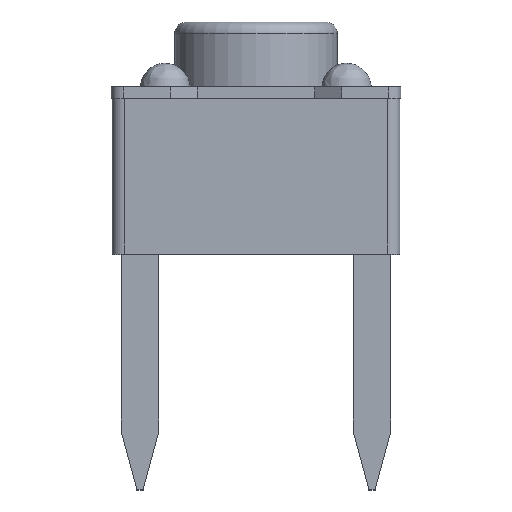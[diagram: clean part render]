
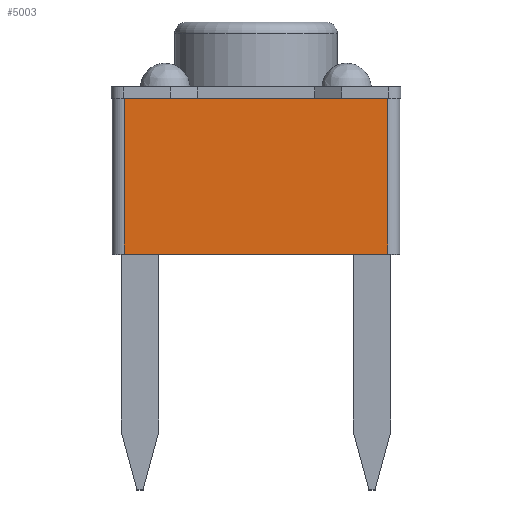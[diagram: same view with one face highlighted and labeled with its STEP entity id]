
A CAD part, top view. The second image highlights one B-rep face of the part: STEP entity #5003.
In plain terms, the highlighted planar face has unit normal (0, 0, 1).
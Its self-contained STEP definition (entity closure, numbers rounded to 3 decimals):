
#257 = PLANE('',#258);
#258 = AXIS2_PLACEMENT_3D('',#259,#260,#261);
#259 = CARTESIAN_POINT('',(0.,0.,0.));
#260 = DIRECTION('',(0.,-1.,0.));
#261 = DIRECTION('',(0.,0.,-1.));
#2388 = EDGE_CURVE('',#2389,#2391,#2393,.T.);
#2389 = VERTEX_POINT('',#2390);
#2390 = CARTESIAN_POINT('',(1.829,3.353,3.099));
#2391 = VERTEX_POINT('',#2392);
#2392 = CARTESIAN_POINT('',(2.845,3.353,3.099));
#2393 = SURFACE_CURVE('',#2394,(#2398,#2410),.PCURVE_S1.);
#2394 = LINE('',#2395,#2396);
#2395 = CARTESIAN_POINT('',(1.829,3.353,3.099));
#2396 = VECTOR('',#2397,1.);
#2397 = DIRECTION('',(1.,0.,0.));
#2398 = PCURVE('',#2399,#2404);
#2399 = PLANE('',#2400);
#2400 = AXIS2_PLACEMENT_3D('',#2401,#2402,#2403);
#2401 = CARTESIAN_POINT('',(0.,3.353,0.));
#2402 = DIRECTION('',(0.,1.,0.));
#2403 = DIRECTION('',(0.,-0.,1.));
#2404 = DEFINITIONAL_REPRESENTATION('',(#2405),#2409);
#2405 = LINE('',#2406,#2407);
#2406 = CARTESIAN_POINT('',(3.099,1.829));
#2407 = VECTOR('',#2408,1.);
#2408 = DIRECTION('',(0.,1.));
#2409 = ( GEOMETRIC_REPRESENTATION_CONTEXT(2) 
PARAMETRIC_REPRESENTATION_CONTEXT() REPRESENTATION_CONTEXT('2D SPACE',''
  ) );
#2410 = PCURVE('',#2411,#2416);
#2411 = PLANE('',#2412);
#2412 = AXIS2_PLACEMENT_3D('',#2413,#2414,#2415);
#2413 = CARTESIAN_POINT('',(-2.845,0.,3.099));
#2414 = DIRECTION('',(0.,0.,1.));
#2415 = DIRECTION('',(1.,0.,-0.));
#2416 = DEFINITIONAL_REPRESENTATION('',(#2417),#2421);
#2417 = LINE('',#2418,#2419);
#2418 = CARTESIAN_POINT('',(4.674,3.353));
#2419 = VECTOR('',#2420,1.);
#2420 = DIRECTION('',(1.,0.));
#2421 = ( GEOMETRIC_REPRESENTATION_CONTEXT(2) 
PARAMETRIC_REPRESENTATION_CONTEXT() REPRESENTATION_CONTEXT('2D SPACE',''
  ) );
#2440 = CYLINDRICAL_SURFACE('',#2441,0.254);
#2441 = AXIS2_PLACEMENT_3D('',#2442,#2443,#2444);
#2442 = CARTESIAN_POINT('',(2.845,0.,2.845));
#2443 = DIRECTION('',(0.,1.,0.));
#2444 = DIRECTION('',(0.,-0.,1.));
#2637 = PLANE('',#2638);
#2638 = AXIS2_PLACEMENT_3D('',#2639,#2640,#2641);
#2639 = CARTESIAN_POINT('',(0.,3.353,0.));
#2640 = DIRECTION('',(0.,1.,0.));
#2641 = DIRECTION('',(0.,-0.,1.));
#2662 = VERTEX_POINT('',#2663);
#2663 = CARTESIAN_POINT('',(-2.845,3.353,3.099));
#2678 = CYLINDRICAL_SURFACE('',#2679,0.254);
#2679 = AXIS2_PLACEMENT_3D('',#2680,#2681,#2682);
#2680 = CARTESIAN_POINT('',(-2.845,0.,2.845));
#2681 = DIRECTION('',(0.,1.,0.));
#2682 = DIRECTION('',(-1.,0.,0.));
#2690 = EDGE_CURVE('',#2662,#2691,#2693,.T.);
#2691 = VERTEX_POINT('',#2692);
#2692 = CARTESIAN_POINT('',(-1.829,3.353,3.099));
#2693 = SURFACE_CURVE('',#2694,(#2698,#2705),.PCURVE_S1.);
#2694 = LINE('',#2695,#2696);
#2695 = CARTESIAN_POINT('',(-2.845,3.353,3.099));
#2696 = VECTOR('',#2697,1.);
#2697 = DIRECTION('',(1.,0.,0.));
#2698 = PCURVE('',#2637,#2699);
#2699 = DEFINITIONAL_REPRESENTATION('',(#2700),#2704);
#2700 = LINE('',#2701,#2702);
#2701 = CARTESIAN_POINT('',(3.099,-2.845));
#2702 = VECTOR('',#2703,1.);
#2703 = DIRECTION('',(0.,1.));
#2704 = ( GEOMETRIC_REPRESENTATION_CONTEXT(2) 
PARAMETRIC_REPRESENTATION_CONTEXT() REPRESENTATION_CONTEXT('2D SPACE',''
  ) );
#2705 = PCURVE('',#2411,#2706);
#2706 = DEFINITIONAL_REPRESENTATION('',(#2707),#2711);
#2707 = LINE('',#2708,#2709);
#2708 = CARTESIAN_POINT('',(0.,3.353));
#2709 = VECTOR('',#2710,1.);
#2710 = DIRECTION('',(1.,0.));
#2711 = ( GEOMETRIC_REPRESENTATION_CONTEXT(2) 
PARAMETRIC_REPRESENTATION_CONTEXT() REPRESENTATION_CONTEXT('2D SPACE',''
  ) );
#4300 = PLANE('',#4301);
#4301 = AXIS2_PLACEMENT_3D('',#4302,#4303,#4304);
#4302 = CARTESIAN_POINT('',(0.,3.353,0.));
#4303 = DIRECTION('',(0.,-1.,0.));
#4304 = DIRECTION('',(0.,0.,-1.));
#4905 = EDGE_CURVE('',#2691,#2389,#4906,.T.);
#4906 = SURFACE_CURVE('',#4907,(#4911,#4918),.PCURVE_S1.);
#4907 = LINE('',#4908,#4909);
#4908 = CARTESIAN_POINT('',(-1.829,3.353,3.099));
#4909 = VECTOR('',#4910,1.);
#4910 = DIRECTION('',(1.,0.,0.));
#4911 = PCURVE('',#4300,#4912);
#4912 = DEFINITIONAL_REPRESENTATION('',(#4913),#4917);
#4913 = LINE('',#4914,#4915);
#4914 = CARTESIAN_POINT('',(-3.099,-1.829));
#4915 = VECTOR('',#4916,1.);
#4916 = DIRECTION('',(0.,1.));
#4917 = ( GEOMETRIC_REPRESENTATION_CONTEXT(2) 
PARAMETRIC_REPRESENTATION_CONTEXT() REPRESENTATION_CONTEXT('2D SPACE',''
  ) );
#4918 = PCURVE('',#2411,#4919);
#4919 = DEFINITIONAL_REPRESENTATION('',(#4920),#4924);
#4920 = LINE('',#4921,#4922);
#4921 = CARTESIAN_POINT('',(1.016,3.353));
#4922 = VECTOR('',#4923,1.);
#4923 = DIRECTION('',(1.,0.));
#4924 = ( GEOMETRIC_REPRESENTATION_CONTEXT(2) 
PARAMETRIC_REPRESENTATION_CONTEXT() REPRESENTATION_CONTEXT('2D SPACE',''
  ) );
#4932 = VERTEX_POINT('',#4933);
#4933 = CARTESIAN_POINT('',(2.845,0.,3.099));
#4983 = EDGE_CURVE('',#4932,#2391,#4984,.T.);
#4984 = SURFACE_CURVE('',#4985,(#4989,#4996),.PCURVE_S1.);
#4985 = LINE('',#4986,#4987);
#4986 = CARTESIAN_POINT('',(2.845,0.,3.099));
#4987 = VECTOR('',#4988,1.);
#4988 = DIRECTION('',(0.,1.,0.));
#4989 = PCURVE('',#2440,#4990);
#4990 = DEFINITIONAL_REPRESENTATION('',(#4991),#4995);
#4991 = LINE('',#4992,#4993);
#4992 = CARTESIAN_POINT('',(0.,0.));
#4993 = VECTOR('',#4994,1.);
#4994 = DIRECTION('',(0.,1.));
#4995 = ( GEOMETRIC_REPRESENTATION_CONTEXT(2) 
PARAMETRIC_REPRESENTATION_CONTEXT() REPRESENTATION_CONTEXT('2D SPACE',''
  ) );
#4996 = PCURVE('',#2411,#4997);
#4997 = DEFINITIONAL_REPRESENTATION('',(#4998),#5002);
#4998 = LINE('',#4999,#5000);
#4999 = CARTESIAN_POINT('',(5.69,0.));
#5000 = VECTOR('',#5001,1.);
#5001 = DIRECTION('',(0.,1.));
#5002 = ( GEOMETRIC_REPRESENTATION_CONTEXT(2) 
PARAMETRIC_REPRESENTATION_CONTEXT() REPRESENTATION_CONTEXT('2D SPACE',''
  ) );
#5003 = ADVANCED_FACE('',(#5004),#2411,.T.);
#5004 = FACE_BOUND('',#5005,.T.);
#5005 = EDGE_LOOP('',(#5006,#5029,#5030,#5031,#5032,#5033));
#5006 = ORIENTED_EDGE('',*,*,#5007,.T.);
#5007 = EDGE_CURVE('',#5008,#4932,#5010,.T.);
#5008 = VERTEX_POINT('',#5009);
#5009 = CARTESIAN_POINT('',(-2.845,0.,3.099));
#5010 = SURFACE_CURVE('',#5011,(#5015,#5022),.PCURVE_S1.);
#5011 = LINE('',#5012,#5013);
#5012 = CARTESIAN_POINT('',(-2.845,0.,3.099));
#5013 = VECTOR('',#5014,1.);
#5014 = DIRECTION('',(1.,0.,0.));
#5015 = PCURVE('',#2411,#5016);
#5016 = DEFINITIONAL_REPRESENTATION('',(#5017),#5021);
#5017 = LINE('',#5018,#5019);
#5018 = CARTESIAN_POINT('',(0.,0.));
#5019 = VECTOR('',#5020,1.);
#5020 = DIRECTION('',(1.,0.));
#5021 = ( GEOMETRIC_REPRESENTATION_CONTEXT(2) 
PARAMETRIC_REPRESENTATION_CONTEXT() REPRESENTATION_CONTEXT('2D SPACE',''
  ) );
#5022 = PCURVE('',#257,#5023);
#5023 = DEFINITIONAL_REPRESENTATION('',(#5024),#5028);
#5024 = LINE('',#5025,#5026);
#5025 = CARTESIAN_POINT('',(-3.099,-2.845));
#5026 = VECTOR('',#5027,1.);
#5027 = DIRECTION('',(0.,1.));
#5028 = ( GEOMETRIC_REPRESENTATION_CONTEXT(2) 
PARAMETRIC_REPRESENTATION_CONTEXT() REPRESENTATION_CONTEXT('2D SPACE',''
  ) );
#5029 = ORIENTED_EDGE('',*,*,#4983,.T.);
#5030 = ORIENTED_EDGE('',*,*,#2388,.F.);
#5031 = ORIENTED_EDGE('',*,*,#4905,.F.);
#5032 = ORIENTED_EDGE('',*,*,#2690,.F.);
#5033 = ORIENTED_EDGE('',*,*,#5034,.F.);
#5034 = EDGE_CURVE('',#5008,#2662,#5035,.T.);
#5035 = SURFACE_CURVE('',#5036,(#5040,#5047),.PCURVE_S1.);
#5036 = LINE('',#5037,#5038);
#5037 = CARTESIAN_POINT('',(-2.845,0.,3.099));
#5038 = VECTOR('',#5039,1.);
#5039 = DIRECTION('',(0.,1.,0.));
#5040 = PCURVE('',#2411,#5041);
#5041 = DEFINITIONAL_REPRESENTATION('',(#5042),#5046);
#5042 = LINE('',#5043,#5044);
#5043 = CARTESIAN_POINT('',(0.,0.));
#5044 = VECTOR('',#5045,1.);
#5045 = DIRECTION('',(0.,1.));
#5046 = ( GEOMETRIC_REPRESENTATION_CONTEXT(2) 
PARAMETRIC_REPRESENTATION_CONTEXT() REPRESENTATION_CONTEXT('2D SPACE',''
  ) );
#5047 = PCURVE('',#2678,#5048);
#5048 = DEFINITIONAL_REPRESENTATION('',(#5049),#5053);
#5049 = LINE('',#5050,#5051);
#5050 = CARTESIAN_POINT('',(1.571,0.));
#5051 = VECTOR('',#5052,1.);
#5052 = DIRECTION('',(0.,1.));
#5053 = ( GEOMETRIC_REPRESENTATION_CONTEXT(2) 
PARAMETRIC_REPRESENTATION_CONTEXT() REPRESENTATION_CONTEXT('2D SPACE',''
  ) );
